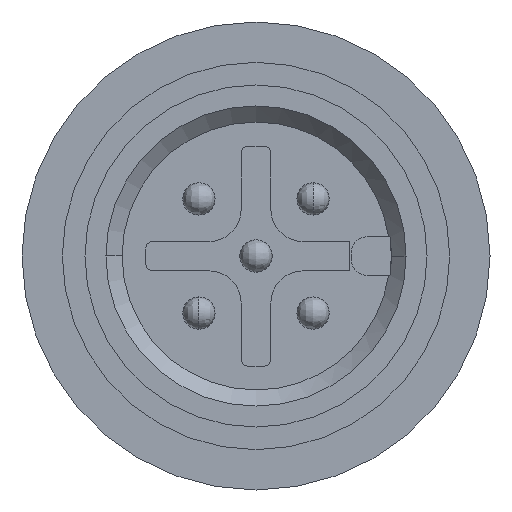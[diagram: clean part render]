
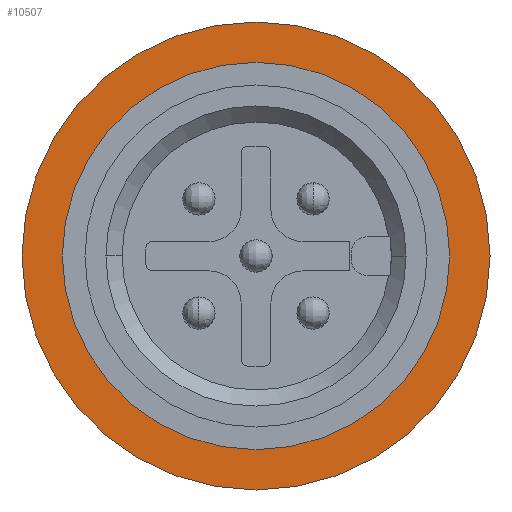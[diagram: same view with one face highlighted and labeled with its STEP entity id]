
A CAD part, left-side view. The second image highlights one B-rep face of the part: STEP entity #10507.
In plain terms, the highlighted planar face has unit normal (-1, 0, 0).
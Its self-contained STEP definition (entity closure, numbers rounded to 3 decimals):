
#232 = CIRCLE ( 'NONE', #4001, 6. ) ;
#416 = EDGE_LOOP ( 'NONE', ( #5279, #11595 ) ) ;
#834 = VERTEX_POINT ( 'NONE', #6829 ) ;
#904 = AXIS2_PLACEMENT_3D ( 'NONE', #6552, #1292, #8429 ) ;
#1292 = DIRECTION ( 'NONE',  ( 1., 0., 0. ) ) ;
#1868 = PLANE ( 'NONE',  #7363 ) ;
#1938 = CIRCLE ( 'NONE', #1976, 7.25 ) ;
#1976 = AXIS2_PLACEMENT_3D ( 'NONE', #6063, #13706, #7142 ) ;
#1983 = FACE_BOUND ( 'NONE', #416, .T. ) ;
#2050 = CARTESIAN_POINT ( 'NONE',  ( -6.4, 0., -7.25 ) ) ;
#2108 = ORIENTED_EDGE ( 'NONE', *, *, #12321, .F. ) ;
#2939 = DIRECTION ( 'NONE',  ( 0., 0., 1. ) ) ;
#3123 = DIRECTION ( 'NONE',  ( 1., 0., 0. ) ) ;
#4001 = AXIS2_PLACEMENT_3D ( 'NONE', #9305, #9258, #9211 ) ;
#4251 = EDGE_CURVE ( 'NONE', #8564, #834, #232, .T. ) ;
#5185 = VERTEX_POINT ( 'NONE', #10902 ) ;
#5279 = ORIENTED_EDGE ( 'NONE', *, *, #10625, .T. ) ;
#6063 = CARTESIAN_POINT ( 'NONE',  ( -6.4, 0., 0. ) ) ;
#6552 = CARTESIAN_POINT ( 'NONE',  ( -6.4, 0., 0. ) ) ;
#6829 = CARTESIAN_POINT ( 'NONE',  ( -6.4, 0., -6. ) ) ;
#7142 = DIRECTION ( 'NONE',  ( 0., 0., -1. ) ) ;
#7363 = AXIS2_PLACEMENT_3D ( 'NONE', #13722, #9367, #2939 ) ;
#7625 = FACE_OUTER_BOUND ( 'NONE', #10083, .T. ) ;
#8429 = DIRECTION ( 'NONE',  ( 0., 0., -1. ) ) ;
#8564 = VERTEX_POINT ( 'NONE', #13395 ) ;
#9211 = DIRECTION ( 'NONE',  ( 0., 0., -1. ) ) ;
#9258 = DIRECTION ( 'NONE',  ( 1., 0., 0. ) ) ;
#9305 = CARTESIAN_POINT ( 'NONE',  ( -6.4, 0., 0. ) ) ;
#9332 = ORIENTED_EDGE ( 'NONE', *, *, #11242, .F. ) ;
#9367 = DIRECTION ( 'NONE',  ( -1., 0., 0. ) ) ;
#9555 = CARTESIAN_POINT ( 'NONE',  ( -6.4, 0., 0. ) ) ;
#9586 = AXIS2_PLACEMENT_3D ( 'NONE', #9555, #3123, #10643 ) ;
#10083 = EDGE_LOOP ( 'NONE', ( #2108, #9332 ) ) ;
#10226 = VERTEX_POINT ( 'NONE', #2050 ) ;
#10507 = ADVANCED_FACE ( 'NONE', ( #7625, #1983 ), #1868, .T. ) ;
#10625 = EDGE_CURVE ( 'NONE', #834, #8564, #12126, .T. ) ;
#10643 = DIRECTION ( 'NONE',  ( 0., 0., -1. ) ) ;
#10902 = CARTESIAN_POINT ( 'NONE',  ( -6.4, 0., 7.25 ) ) ;
#11242 = EDGE_CURVE ( 'NONE', #5185, #10226, #12777, .T. ) ;
#11595 = ORIENTED_EDGE ( 'NONE', *, *, #4251, .T. ) ;
#12126 = CIRCLE ( 'NONE', #9586, 6. ) ;
#12321 = EDGE_CURVE ( 'NONE', #10226, #5185, #1938, .T. ) ;
#12777 = CIRCLE ( 'NONE', #904, 7.25 ) ;
#13395 = CARTESIAN_POINT ( 'NONE',  ( -6.4, 0., 6. ) ) ;
#13706 = DIRECTION ( 'NONE',  ( 1., 0., 0. ) ) ;
#13722 = CARTESIAN_POINT ( 'NONE',  ( -6.4, 0., 0. ) ) ;
